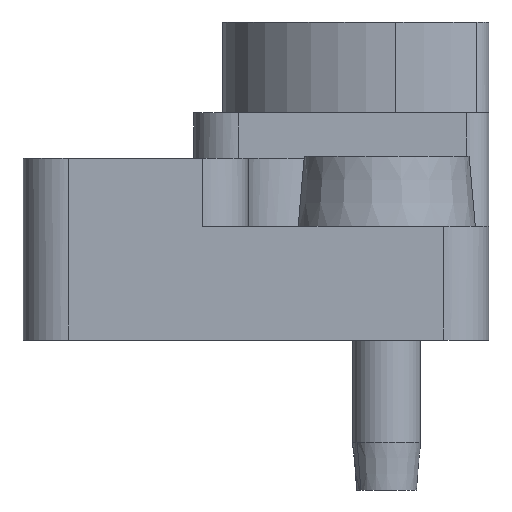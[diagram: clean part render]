
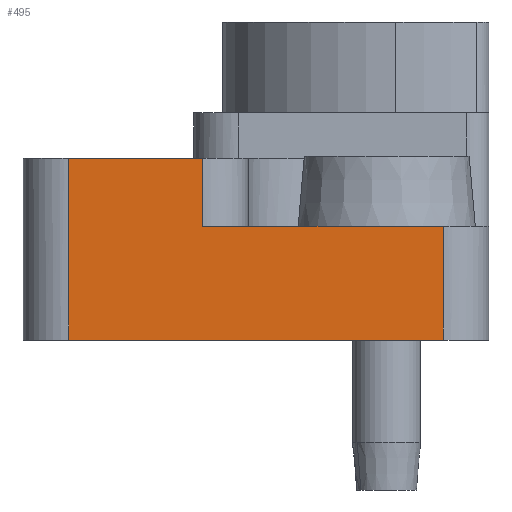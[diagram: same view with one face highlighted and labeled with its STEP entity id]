
A CAD part, left-side view. The second image highlights one B-rep face of the part: STEP entity #495.
In plain terms, the highlighted planar face has unit normal (-1, 0, 0).
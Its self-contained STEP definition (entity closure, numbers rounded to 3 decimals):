
#466=AXIS2_PLACEMENT_3D('Plane Axis2P3D',#463,#464,#465) ;
#92=CARTESIAN_POINT('Vertex',(0.,12.6,11.6)) ;
#95=CARTESIAN_POINT('Line Origine',(0.,7.3,11.6)) ;
#99=CARTESIAN_POINT('Vertex',(0.,2.,11.6)) ;
#356=CARTESIAN_POINT('Vertex',(0.,18.5,14.6)) ;
#359=CARTESIAN_POINT('Line Origine',(0.,15.55,14.6)) ;
#363=CARTESIAN_POINT('Vertex',(0.,12.6,14.6)) ;
#451=CARTESIAN_POINT('Line Origine',(0.,12.6,11.6)) ;
#463=CARTESIAN_POINT('Axis2P3D Location',(0.,12.6,11.6)) ;
#468=CARTESIAN_POINT('Line Origine',(0.,18.5,10.6)) ;
#472=CARTESIAN_POINT('Vertex',(0.,18.5,6.6)) ;
#475=CARTESIAN_POINT('Line Origine',(0.,10.25,6.6)) ;
#479=CARTESIAN_POINT('Vertex',(0.,2.,6.6)) ;
#482=CARTESIAN_POINT('Line Origine',(0.,2.,9.1)) ;
#96=DIRECTION('Vector Direction',(0.,-1.,0.)) ;
#360=DIRECTION('Vector Direction',(0.,1.,0.)) ;
#452=DIRECTION('Vector Direction',(0.,0.,-1.)) ;
#464=DIRECTION('Axis2P3D Direction',(-1.,0.,0.)) ;
#465=DIRECTION('Axis2P3D XDirection',(0.,1.,0.)) ;
#469=DIRECTION('Vector Direction',(0.,0.,1.)) ;
#476=DIRECTION('Vector Direction',(0.,1.,0.)) ;
#483=DIRECTION('Vector Direction',(0.,0.,-1.)) ;
#97=VECTOR('Line Direction',#96,1.) ;
#361=VECTOR('Line Direction',#360,1.) ;
#453=VECTOR('Line Direction',#452,1.) ;
#470=VECTOR('Line Direction',#469,1.) ;
#477=VECTOR('Line Direction',#476,1.) ;
#484=VECTOR('Line Direction',#483,1.) ;
#488=ORIENTED_EDGE('',*,*,#101,.F.) ;
#489=ORIENTED_EDGE('',*,*,#455,.F.) ;
#490=ORIENTED_EDGE('',*,*,#365,.T.) ;
#491=ORIENTED_EDGE('',*,*,#474,.F.) ;
#492=ORIENTED_EDGE('',*,*,#481,.F.) ;
#493=ORIENTED_EDGE('',*,*,#486,.F.) ;
#495=ADVANCED_FACE('MANIFOLD_SOLID_BREP #69290',(#494),#467,.T.) ;
#101=EDGE_CURVE('',#93,#100,#98,.T.) ;
#365=EDGE_CURVE('',#364,#357,#362,.T.) ;
#455=EDGE_CURVE('',#364,#93,#454,.T.) ;
#474=EDGE_CURVE('',#473,#357,#471,.T.) ;
#481=EDGE_CURVE('',#480,#473,#478,.T.) ;
#486=EDGE_CURVE('',#100,#480,#485,.T.) ;
#487=EDGE_LOOP('',(#488,#489,#490,#491,#492,#493)) ;
#494=FACE_OUTER_BOUND('',#487,.T.) ;
#98=LINE('Line',#95,#97) ;
#362=LINE('Line',#359,#361) ;
#454=LINE('Line',#451,#453) ;
#471=LINE('Line',#468,#470) ;
#478=LINE('Line',#475,#477) ;
#485=LINE('Line',#482,#484) ;
#467=PLANE('',#466) ;
#93=VERTEX_POINT('',#92) ;
#100=VERTEX_POINT('',#99) ;
#357=VERTEX_POINT('',#356) ;
#364=VERTEX_POINT('',#363) ;
#473=VERTEX_POINT('',#472) ;
#480=VERTEX_POINT('',#479) ;
